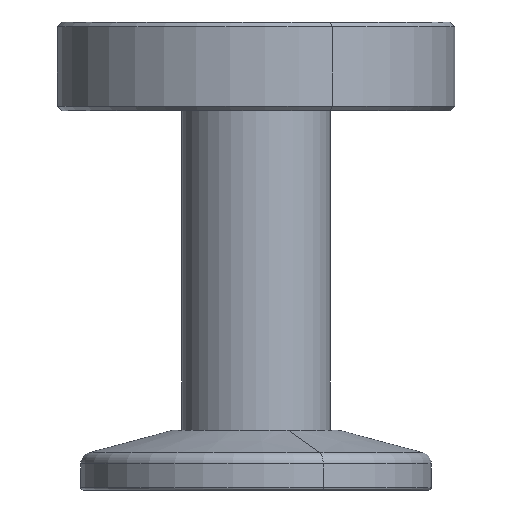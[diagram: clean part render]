
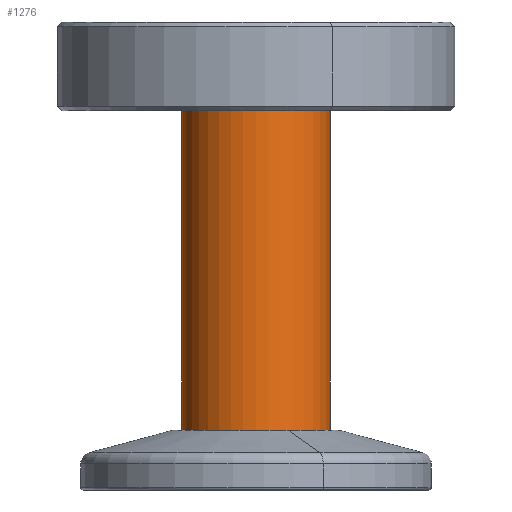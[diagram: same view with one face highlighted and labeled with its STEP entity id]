
A CAD part, front view. The second image highlights one B-rep face of the part: STEP entity #1276.
In plain terms, the highlighted cylindrical face has radius 6.35 mm (diameter 12.7 mm), a partial arc.
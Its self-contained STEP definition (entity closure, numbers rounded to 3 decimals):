
#83 = DIRECTION ( 'NONE',  ( 1., 0., 0. ) ) ;
#103 = DIRECTION ( 'NONE',  ( 0., 0., 1. ) ) ;
#181 = DIRECTION ( 'NONE',  ( 0., 0., -1. ) ) ;
#261 = AXIS2_PLACEMENT_3D ( 'NONE', #1892, #797, #1881 ) ;
#287 = ORIENTED_EDGE ( 'NONE', *, *, #1624, .F. ) ;
#299 = CIRCLE ( 'NONE', #834, 6.35 ) ;
#382 = CARTESIAN_POINT ( 'NONE',  ( 6.35, 0., 16.85 ) ) ;
#415 = ORIENTED_EDGE ( 'NONE', *, *, #860, .T. ) ;
#474 = AXIS2_PLACEMENT_3D ( 'NONE', #1437, #1831, #964 ) ;
#492 = CARTESIAN_POINT ( 'NONE',  ( 6.35, 0., 16.85 ) ) ;
#496 = VERTEX_POINT ( 'NONE', #382 ) ;
#526 = FACE_OUTER_BOUND ( 'NONE', #2118, .T. ) ;
#634 = VECTOR ( 'NONE', #181, 1000. ) ;
#642 = VERTEX_POINT ( 'NONE', #2359 ) ;
#696 = DIRECTION ( 'NONE',  ( 0., 0., -1. ) ) ;
#746 = CARTESIAN_POINT ( 'NONE',  ( 0., 0., -16.85 ) ) ;
#783 = ORIENTED_EDGE ( 'NONE', *, *, #1355, .T. ) ;
#794 = CARTESIAN_POINT ( 'NONE',  ( -6.35, 0., 16.85 ) ) ;
#797 = DIRECTION ( 'NONE',  ( 0., 0., 1. ) ) ;
#834 = AXIS2_PLACEMENT_3D ( 'NONE', #746, #103, #83 ) ;
#860 = EDGE_CURVE ( 'NONE', #642, #2438, #299, .T. ) ;
#964 = DIRECTION ( 'NONE',  ( -1., 0., 0. ) ) ;
#999 = EDGE_CURVE ( 'NONE', #496, #2438, #1389, .T. ) ;
#1010 = CYLINDRICAL_SURFACE ( 'NONE', #474, 6.35 ) ;
#1261 = CARTESIAN_POINT ( 'NONE',  ( -6.35, 0., 16.85 ) ) ;
#1276 = ADVANCED_FACE ( 'NONE', ( #526 ), #1010, .T. ) ;
#1326 = VECTOR ( 'NONE', #696, 1000. ) ;
#1355 = EDGE_CURVE ( 'NONE', #2306, #642, #1694, .T. ) ;
#1389 = LINE ( 'NONE', #492, #1326 ) ;
#1437 = CARTESIAN_POINT ( 'NONE',  ( 0., 0., 16.85 ) ) ;
#1624 = EDGE_CURVE ( 'NONE', #2306, #496, #2420, .T. ) ;
#1694 = LINE ( 'NONE', #1261, #634 ) ;
#1831 = DIRECTION ( 'NONE',  ( 0., 0., -1. ) ) ;
#1881 = DIRECTION ( 'NONE',  ( 1., 0., 0. ) ) ;
#1892 = CARTESIAN_POINT ( 'NONE',  ( 0., 0., 16.85 ) ) ;
#1982 = ORIENTED_EDGE ( 'NONE', *, *, #999, .F. ) ;
#2058 = CARTESIAN_POINT ( 'NONE',  ( 6.35, 0., -16.85 ) ) ;
#2118 = EDGE_LOOP ( 'NONE', ( #1982, #287, #783, #415 ) ) ;
#2306 = VERTEX_POINT ( 'NONE', #794 ) ;
#2359 = CARTESIAN_POINT ( 'NONE',  ( -6.35, 0., -16.85 ) ) ;
#2420 = CIRCLE ( 'NONE', #261, 6.35 ) ;
#2438 = VERTEX_POINT ( 'NONE', #2058 ) ;
